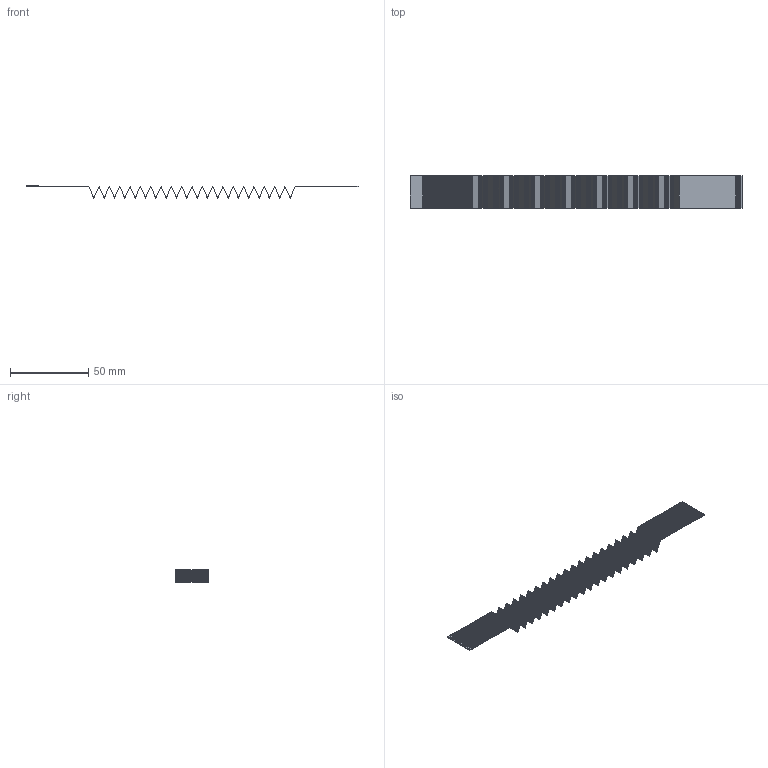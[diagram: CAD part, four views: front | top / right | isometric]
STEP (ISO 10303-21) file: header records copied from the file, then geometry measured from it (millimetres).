
FILE_DESCRIPTION(/* description */ ('Unknown'),/* implementation_level */ '2;1');
FILE_NAME(/* name */ '687740141002',/* time_stamp */ '2021-03-26T15:49:47+01:00',/* author */ ('Unknown'),/* organization */ ('Unknown'),/* preprocessor_version */ 'ST-DEVELOPER v16.7',/* originating_system */ 'DEX',/* authorisation */ $);
FILE_SCHEMA (('AUTOMOTIVE_DESIGN {1 0 10303 214 3 1 1}'));
Products named in the file (1): 6877xx141002
Bounding box: 212.08 x 20.5 x 7.84 mm (x, y, z)
Volume: 733.9 mm3; surface area: 26840.5 mm2
Topology: 1 solids, 41 shells, 3944 faces, 11418 edges, 7556 vertices
Faces by surface type: plane 3944
Entity records: 156128 total; most frequent: CARTESIAN_POINT 27725, ORIENTED_EDGE 22836, DIRECTION 17706, EDGE_CURVE 11418, LINE 9816, VECTOR 9816, VERTEX_POINT 7556, AXIS2_PLACEMENT_3D 3945
